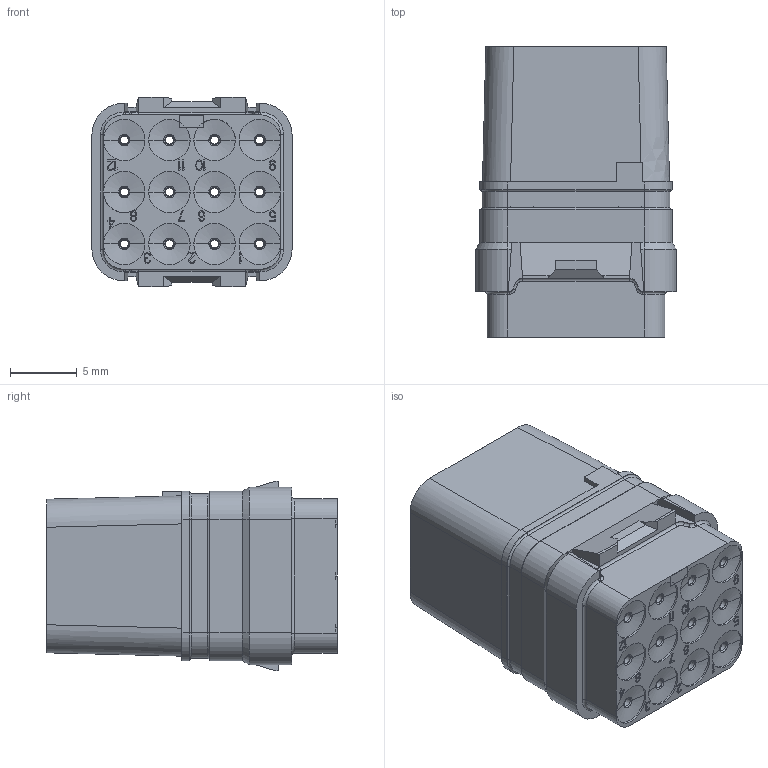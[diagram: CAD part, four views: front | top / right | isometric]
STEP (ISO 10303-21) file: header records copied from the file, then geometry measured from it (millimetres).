
FILE_DESCRIPTION((''),'2;1');
FILE_NAME('SIMM1220SNC','2019-12-02T',('presta_be4'),(''),'CREO PARAMETRIC BY PTC INC, 2018360','CREO PARAMETRIC BY PTC INC, 2018360','');
FILE_SCHEMA(('CONFIG_CONTROL_DESIGN'));
Length unit declared in the file: millimetre
Products named in the file (1): SIMM1220SNC
Bounding box: 15 x 21.77 x 14.2 mm (x, y, z)
Volume: 2136.6 mm3; surface area: 3731.6 mm2
Topology: 1 solids, 1 shells, 2036 faces, 5126 edges, 3204 vertices
Faces by surface type: plane 1202, cylinder 322, torus 308, cone 200, bspline 4
Entity records: 60647 total; most frequent: CARTESIAN_POINT 10727, DIRECTION 10538, ORIENTED_EDGE 10252, EDGE_CURVE 5126, VECTOR 3718, LINE 3718, AXIS2_PLACEMENT_3D 3410, VERTEX_POINT 3204
